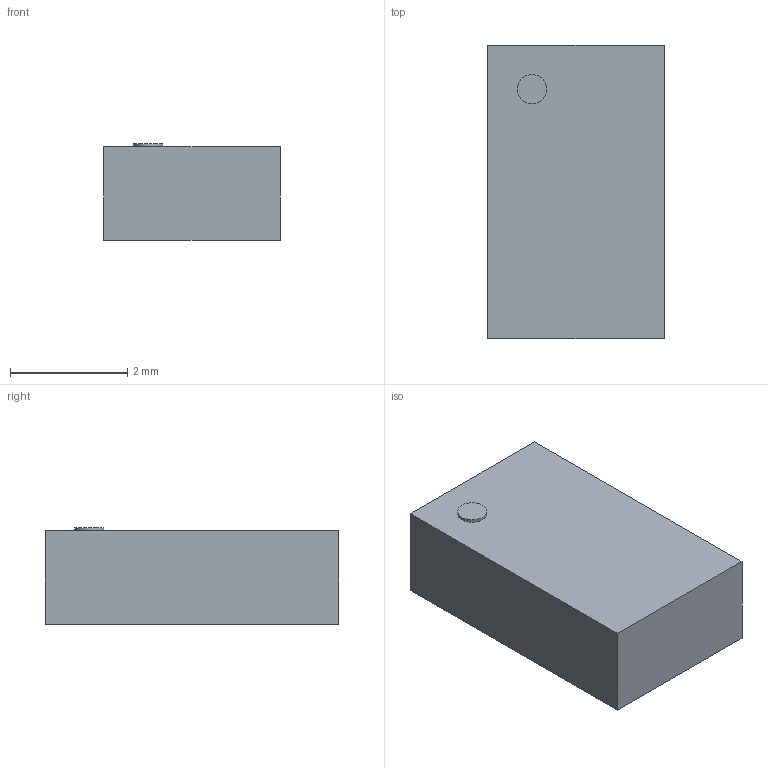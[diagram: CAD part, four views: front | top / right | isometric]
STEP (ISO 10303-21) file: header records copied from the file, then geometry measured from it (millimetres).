
FILE_DESCRIPTION( ( '' ), ' ' );
FILE_NAME( '5af1edf06c48b40ea0977f92.step', '2018-05-08T18:35:29', ( '' ), ( '' ), ' ', ' ', ' ' );
FILE_SCHEMA( ( 'AUTOMOTIVE_DESIGN { 1 0 10303 214 1 1 1 1 }' ) );
Length unit declared in the file: metre
Products named in the file (2): dot; body
Bounding box: 3 x 5 x 1.65 mm (x, y, z)
Volume: 24 mm3; surface area: 56.1 mm2
Topology: 2 solids, 2 shells, 9 faces, 15 edges, 10 vertices
Faces by surface type: plane 8, cylinder 1
Full cylindrical faces by diameter (mm): 0.5 x1
Entity records: 304 total; most frequent: DIRECTION 38, CARTESIAN_POINT 35, ORIENTED_EDGE 28, EDGE_CURVE 14, AXIS2_PLACEMENT_3D 13, LINE 12, VECTOR 12, FACE_OUTER_BOUND 10
